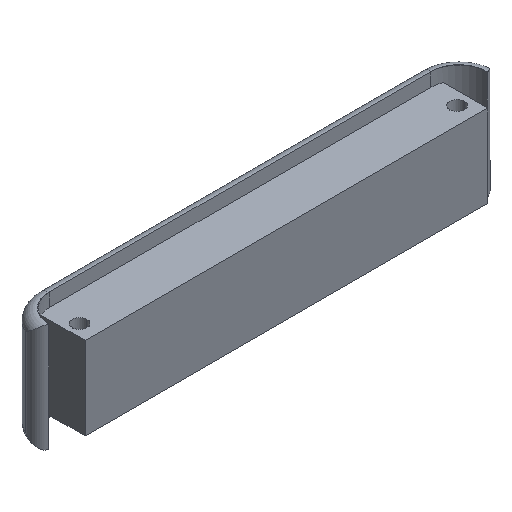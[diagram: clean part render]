
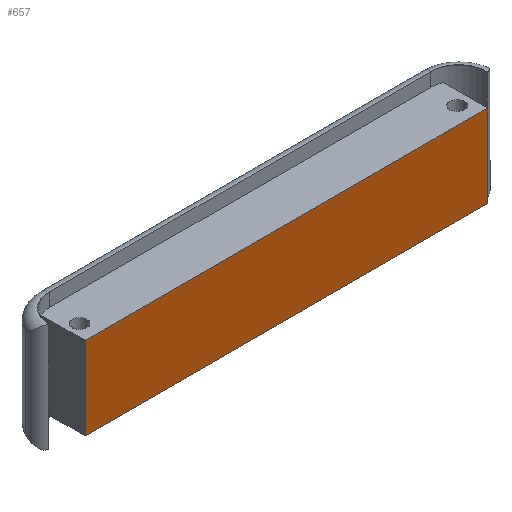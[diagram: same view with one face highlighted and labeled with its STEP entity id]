
A CAD part, isometric view. The second image highlights one B-rep face of the part: STEP entity #657.
In plain terms, the highlighted planar face has unit normal (0, -1, 0).
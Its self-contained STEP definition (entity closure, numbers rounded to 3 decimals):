
#106 = LINE ( 'NONE', #875, #313 ) ;
#177 = VECTOR ( 'NONE', #369, 1000. ) ;
#190 = ORIENTED_EDGE ( 'NONE', *, *, #530, .T. ) ;
#191 = FACE_OUTER_BOUND ( 'NONE', #924, .T. ) ;
#195 = LINE ( 'NONE', #662, #358 ) ;
#213 = CARTESIAN_POINT ( 'NONE',  ( -37., -8.5, 2.3 ) ) ;
#216 = VECTOR ( 'NONE', #697, 1000. ) ;
#224 = VERTEX_POINT ( 'NONE', #859 ) ;
#230 = CARTESIAN_POINT ( 'NONE',  ( 37., -8.5, 2.3 ) ) ;
#234 = LINE ( 'NONE', #396, #216 ) ;
#243 = LINE ( 'NONE', #375, #177 ) ;
#269 = DIRECTION ( 'NONE',  ( 0., 0., 1. ) ) ;
#279 = DIRECTION ( 'NONE',  ( 1., 0., 0. ) ) ;
#313 = VECTOR ( 'NONE', #269, 1000. ) ;
#330 = EDGE_CURVE ( 'NONE', #505, #499, #106, .T. ) ;
#345 = ORIENTED_EDGE ( 'NONE', *, *, #814, .T. ) ;
#358 = VECTOR ( 'NONE', #279, 1000. ) ;
#369 = DIRECTION ( 'NONE',  ( -1., 0., 0. ) ) ;
#375 = CARTESIAN_POINT ( 'NONE',  ( -37., -8.5, 17.5 ) ) ;
#396 = CARTESIAN_POINT ( 'NONE',  ( -37., -8.5, 2.3 ) ) ;
#417 = VERTEX_POINT ( 'NONE', #213 ) ;
#418 = DIRECTION ( 'NONE',  ( 0., 1., 0. ) ) ;
#466 = CARTESIAN_POINT ( 'NONE',  ( 37., -8.5, 17.5 ) ) ;
#499 = VERTEX_POINT ( 'NONE', #466 ) ;
#500 = DIRECTION ( 'NONE',  ( 0., 0., 1. ) ) ;
#505 = VERTEX_POINT ( 'NONE', #230 ) ;
#530 = EDGE_CURVE ( 'NONE', #224, #417, #234, .T. ) ;
#657 = ADVANCED_FACE ( 'NONE', ( #191 ), #713, .F. ) ;
#662 = CARTESIAN_POINT ( 'NONE',  ( -37., -8.5, 2.3 ) ) ;
#673 = ORIENTED_EDGE ( 'NONE', *, *, #728, .T. ) ;
#697 = DIRECTION ( 'NONE',  ( 0., 0., -1. ) ) ;
#710 = CARTESIAN_POINT ( 'NONE',  ( 0., -8.5, 0. ) ) ;
#713 = PLANE ( 'NONE',  #892 ) ;
#728 = EDGE_CURVE ( 'NONE', #499, #224, #243, .T. ) ;
#814 = EDGE_CURVE ( 'NONE', #417, #505, #195, .T. ) ;
#859 = CARTESIAN_POINT ( 'NONE',  ( -37., -8.5, 17.5 ) ) ;
#875 = CARTESIAN_POINT ( 'NONE',  ( 37., -8.5, 2.3 ) ) ;
#892 = AXIS2_PLACEMENT_3D ( 'NONE', #710, #418, #500 ) ;
#924 = EDGE_LOOP ( 'NONE', ( #937, #673, #190, #345 ) ) ;
#937 = ORIENTED_EDGE ( 'NONE', *, *, #330, .T. ) ;
